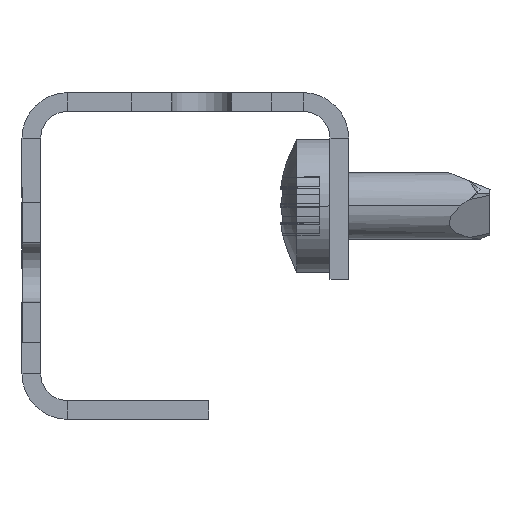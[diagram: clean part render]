
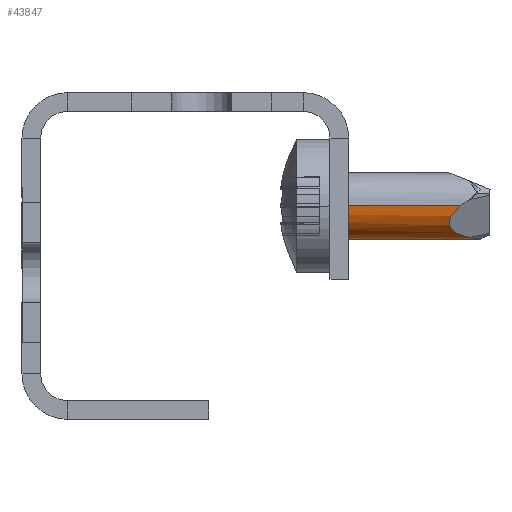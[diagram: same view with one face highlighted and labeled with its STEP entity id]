
A CAD part, front view. The second image highlights one B-rep face of the part: STEP entity #43847.
In plain terms, the highlighted cylindrical face has radius 2.5 mm (diameter 5 mm), a partial arc.
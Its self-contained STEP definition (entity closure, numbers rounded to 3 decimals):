
#1260 = ORIENTED_EDGE ( 'NONE', *, *, #5941, .F. ) ;
#4822 = CARTESIAN_POINT ( 'NONE',  ( -0.054, -15.057, -2.5 ) ) ;
#5090 = CARTESIAN_POINT ( 'NONE',  ( 0.19, -15.005, -2.493 ) ) ;
#5850 = CARTESIAN_POINT ( 'NONE',  ( -0.355, -14.878, -2.476 ) ) ;
#5941 = EDGE_CURVE ( 'NONE', #54937, #55178, #67671, .T. ) ;
#7925 = VECTOR ( 'NONE', #73388, 1000. ) ;
#10133 =( BOUNDED_CURVE ( )  B_SPLINE_CURVE ( 3, ( #40365, #71774, #36195, #18520 ),
 .UNSPECIFIED., .F., .T. ) 
 B_SPLINE_CURVE_WITH_KNOTS ( ( 4, 4 ),
 ( 5.76, 7.002 ),
 .UNSPECIFIED. ) 
 CURVE ( )  GEOMETRIC_REPRESENTATION_ITEM ( )  RATIONAL_B_SPLINE_CURVE ( ( 1., 0.876, 0.876, 1. ) ) 
 REPRESENTATION_ITEM ( '' )  );
#11023 = EDGE_CURVE ( 'NONE', #44459, #54937, #59033, .T. ) ;
#11052 = CARTESIAN_POINT ( 'NONE',  ( 0.048, -15.058, -2.5 ) ) ;
#11581 = CARTESIAN_POINT ( 'NONE',  ( 2.5, -13.535, 0. ) ) ;
#11819 = CARTESIAN_POINT ( 'NONE',  ( -0.607, -14.569, -2.428 ) ) ;
#12815 = CARTESIAN_POINT ( 'NONE',  ( 0., -3.8, 0. ) ) ;
#15192 = VERTEX_POINT ( 'NONE', #37800 ) ;
#15751 = DIRECTION ( 'NONE',  ( 0., 1., 0. ) ) ;
#16238 = VERTEX_POINT ( 'NONE', #19613 ) ;
#16775 = CARTESIAN_POINT ( 'NONE',  ( 0.807, -14.235, -2.366 ) ) ;
#17773 = DIRECTION ( 'NONE',  ( -1., 0., 0. ) ) ;
#17808 = CARTESIAN_POINT ( 'NONE',  ( 0.098, -15.046, -2.499 ) ) ;
#18128 = ORIENTED_EDGE ( 'NONE', *, *, #36405, .F. ) ;
#18520 = CARTESIAN_POINT ( 'NONE',  ( -0.807, -14.235, -2.366 ) ) ;
#19613 = CARTESIAN_POINT ( 'NONE',  ( -2.5, -13.535, 0. ) ) ;
#20662 = CARTESIAN_POINT ( 'NONE',  ( 2.5, 0., 0. ) ) ;
#23570 = LINE ( 'NONE', #52116, #33778 ) ;
#26302 = CARTESIAN_POINT ( 'NONE',  ( -2.5, -3.8, 0. ) ) ;
#29650 = B_SPLINE_CURVE_WITH_KNOTS ( 'NONE', 3,
 ( #35747, #29719, #11819, #71293, #5850, #40682, #53408, #59084, #4822, #11052, #17808, #5090, #46394, #64794, #46672, #76744, #71032, #16775 ),
 .UNSPECIFIED., .F., .F.,
 ( 4, 2, 2, 2, 2, 2, 2, 2, 4 ),
 ( 0.001, 0.002, 0.002, 0.002, 0.002, 0.003, 0.003, 0.003, 0.004 ),
 .UNSPECIFIED. ) ;
#29719 = CARTESIAN_POINT ( 'NONE',  ( -0.71, -14.403, -2.399 ) ) ;
#31087 =( BOUNDED_CURVE ( )  B_SPLINE_CURVE ( 3, ( #76152, #46331, #46847, #52827 ),
 .UNSPECIFIED., .F., .F. ) 
 B_SPLINE_CURVE_WITH_KNOTS ( ( 4, 4 ),
 ( 5.565, 6.807 ),
 .UNSPECIFIED. ) 
 CURVE ( )  GEOMETRIC_REPRESENTATION_ITEM ( )  RATIONAL_B_SPLINE_CURVE ( ( 1., 0.876, 0.876, 1. ) ) 
 REPRESENTATION_ITEM ( '' )  );
#31195 = EDGE_LOOP ( 'NONE', ( #41310, #64361, #64283, #18128, #48925, #1260 ) ) ;
#33778 = VECTOR ( 'NONE', #15751, 1000. ) ;
#34304 = DIRECTION ( 'NONE',  ( -1., 0., 0. ) ) ;
#35747 = CARTESIAN_POINT ( 'NONE',  ( -0.807, -14.235, -2.366 ) ) ;
#36195 = CARTESIAN_POINT ( 'NONE',  ( -1.856, -12.431, -2.008 ) ) ;
#36405 = EDGE_CURVE ( 'NONE', #16238, #50943, #10133, .T. ) ;
#37662 = EDGE_CURVE ( 'NONE', #50943, #15192, #29650, .T. ) ;
#37800 = CARTESIAN_POINT ( 'NONE',  ( 0.807, -14.235, -2.366 ) ) ;
#40365 = CARTESIAN_POINT ( 'NONE',  ( -2.5, -13.535, 0. ) ) ;
#40682 = CARTESIAN_POINT ( 'NONE',  ( -0.238, -14.973, -2.489 ) ) ;
#41310 = ORIENTED_EDGE ( 'NONE', *, *, #11023, .F. ) ;
#43847 = ADVANCED_FACE ( 'NONE', ( #77042 ), #75100, .T. ) ;
#44459 = VERTEX_POINT ( 'NONE', #11581 ) ;
#46331 = CARTESIAN_POINT ( 'NONE',  ( 1.856, -12.431, -2.008 ) ) ;
#46394 = CARTESIAN_POINT ( 'NONE',  ( 0.233, -14.977, -2.489 ) ) ;
#46672 = CARTESIAN_POINT ( 'NONE',  ( 0.417, -14.808, -2.466 ) ) ;
#46847 = CARTESIAN_POINT ( 'NONE',  ( 2.5, -12.164, -1.108 ) ) ;
#48504 = EDGE_CURVE ( 'NONE', #16238, #55178, #23570, .T. ) ;
#48925 = ORIENTED_EDGE ( 'NONE', *, *, #48504, .T. ) ;
#50943 = VERTEX_POINT ( 'NONE', #72031 ) ;
#51971 = DIRECTION ( 'NONE',  ( 0., 1., 0. ) ) ;
#52116 = CARTESIAN_POINT ( 'NONE',  ( -2.5, 0., 0. ) ) ;
#52499 = CARTESIAN_POINT ( 'NONE',  ( 0., 0., 0. ) ) ;
#52827 = CARTESIAN_POINT ( 'NONE',  ( 2.5, -13.535, 0. ) ) ;
#53408 = CARTESIAN_POINT ( 'NONE',  ( -0.196, -15.001, -2.493 ) ) ;
#53411 = AXIS2_PLACEMENT_3D ( 'NONE', #12815, #53623, #17773 ) ;
#53623 = DIRECTION ( 'NONE',  ( 0., 1., 0. ) ) ;
#53647 = CARTESIAN_POINT ( 'NONE',  ( 2.5, -3.8, 0. ) ) ;
#54937 = VERTEX_POINT ( 'NONE', #53647 ) ;
#55178 = VERTEX_POINT ( 'NONE', #26302 ) ;
#59033 = LINE ( 'NONE', #20662, #7925 ) ;
#59084 = CARTESIAN_POINT ( 'NONE',  ( -0.104, -15.044, -2.498 ) ) ;
#64283 = ORIENTED_EDGE ( 'NONE', *, *, #37662, .F. ) ;
#64361 = ORIENTED_EDGE ( 'NONE', *, *, #68310, .F. ) ;
#64794 = CARTESIAN_POINT ( 'NONE',  ( 0.351, -14.882, -2.477 ) ) ;
#67671 = CIRCLE ( 'NONE', #53411, 2.5 ) ;
#68310 = EDGE_CURVE ( 'NONE', #15192, #44459, #31087, .T. ) ;
#71032 = CARTESIAN_POINT ( 'NONE',  ( 0.709, -14.405, -2.4 ) ) ;
#71293 = CARTESIAN_POINT ( 'NONE',  ( -0.423, -14.802, -2.465 ) ) ;
#71774 = CARTESIAN_POINT ( 'NONE',  ( -2.5, -12.164, -1.108 ) ) ;
#72031 = CARTESIAN_POINT ( 'NONE',  ( -0.807, -14.235, -2.366 ) ) ;
#73388 = DIRECTION ( 'NONE',  ( 0., 1., 0. ) ) ;
#75100 = CYLINDRICAL_SURFACE ( 'NONE', #75574, 2.5 ) ;
#75574 = AXIS2_PLACEMENT_3D ( 'NONE', #52499, #51971, #34304 ) ;
#76152 = CARTESIAN_POINT ( 'NONE',  ( 0.807, -14.235, -2.366 ) ) ;
#76744 = CARTESIAN_POINT ( 'NONE',  ( 0.603, -14.575, -2.429 ) ) ;
#77042 = FACE_OUTER_BOUND ( 'NONE', #31195, .T. ) ;
